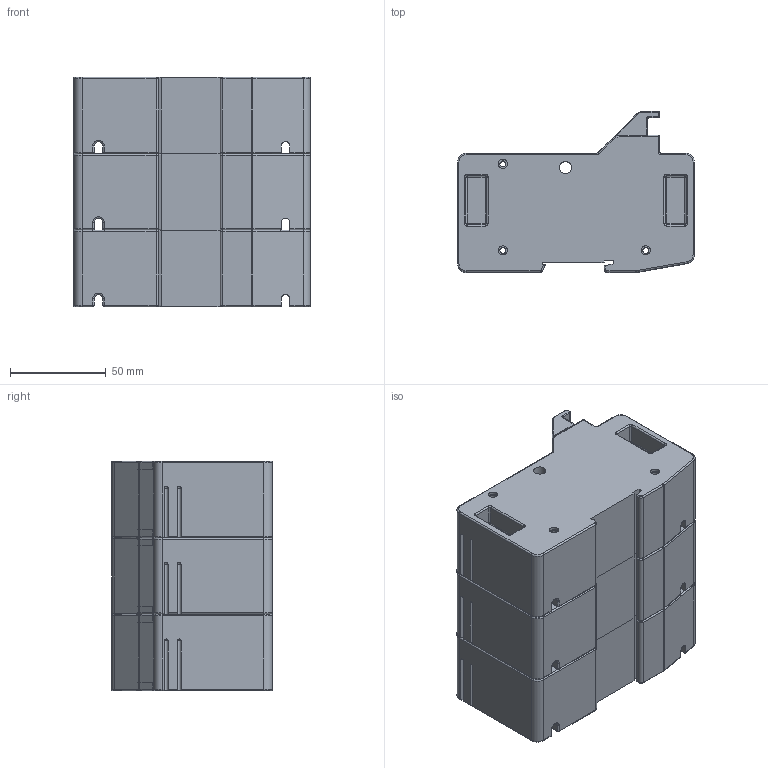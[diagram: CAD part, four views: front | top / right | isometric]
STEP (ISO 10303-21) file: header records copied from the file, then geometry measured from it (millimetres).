
FILE_DESCRIPTION (( 'STEP AP214' ), '1' );
FILE_NAME ('CH60J3L.step', '2017-11-09T21:15:04', ( '' ), ( '' ), 'SwSTEP 2.0', 'SolidWorks 2017', '' );
FILE_SCHEMA (( 'AUTOMOTIVE_DESIGN' ));
Length unit declared in the file: inch
Products named in the file (1): CH60J3L
Bounding box: 123.98 x 84.15 x 120 mm (x, y, z)
Volume: 841165.4 mm3; surface area: 130776.2 mm2
Topology: 9 solids, 9 shells, 903 faces, 2181 edges, 1236 vertices
Faces by surface type: cylinder 450, plane 246, torus 111, sphere 72, bspline 24
Entity records: 26037 total; most frequent: CARTESIAN_POINT 4954, DIRECTION 4751, ORIENTED_EDGE 4194, EDGE_CURVE 2097, AXIS2_PLACEMENT_3D 1843, VERTEX_POINT 1236, LINE 1065, VECTOR 1065
